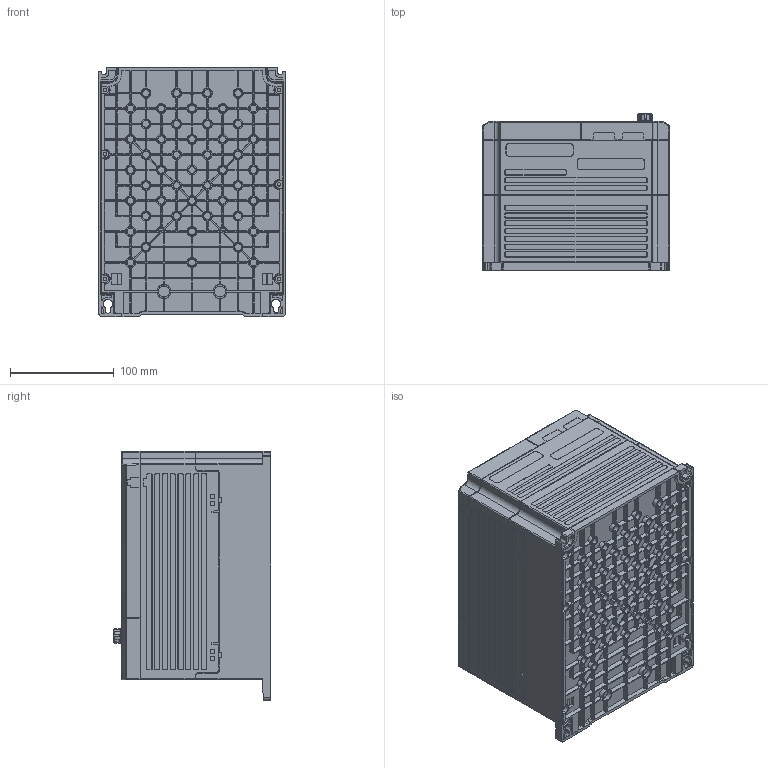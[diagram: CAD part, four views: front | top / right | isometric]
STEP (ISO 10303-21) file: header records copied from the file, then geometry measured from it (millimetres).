
FILE_DESCRIPTION (( 'STEP AP214' ), '1' );
FILE_NAME ('ACG-27P5.STEP', '2024-03-25T12:32:47', ( '' ), ( '' ), 'SwSTEP 2.0', 'SolidWorks 2021', '' );
FILE_SCHEMA (( 'AUTOMOTIVE_DESIGN' ));
Products named in the file (1): ACG-27P5
Bounding box: 180 x 152 x 240 mm (x, y, z)
Volume: 1436897.3 mm3; surface area: 486006.1 mm2
Topology: 3 solids, 48 shells, 5218 faces, 13993 edges, 9239 vertices
Faces by surface type: plane 2417, cone 1240, cylinder 929, bspline 632
Entity records: 185396 total; most frequent: CARTESIAN_POINT 64231, ORIENTED_EDGE 27938, DIRECTION 21418, EDGE_CURVE 13969, VERTEX_POINT 9239, AXIS2_PLACEMENT_3D 7297, LINE 6824, VECTOR 6824
